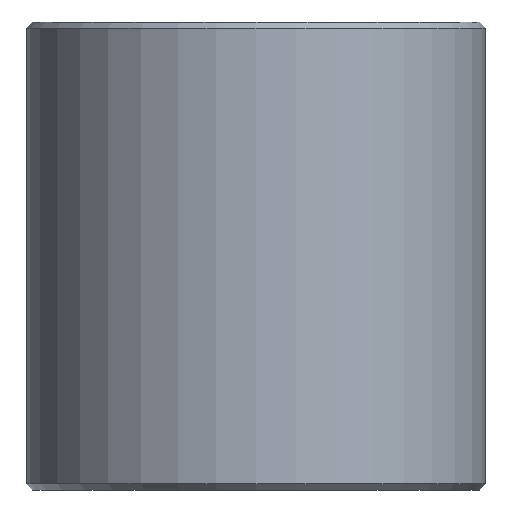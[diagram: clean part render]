
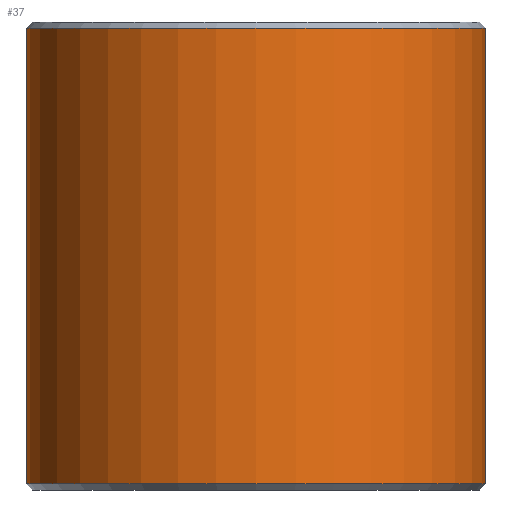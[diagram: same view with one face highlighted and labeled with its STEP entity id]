
A CAD part, front view. The second image highlights one B-rep face of the part: STEP entity #37.
In plain terms, the highlighted cylindrical face has radius 7.6 mm (diameter 15.2 mm), a full revolution.
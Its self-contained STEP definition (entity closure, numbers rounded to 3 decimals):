
#4 = CARTESIAN_POINT ( 'NONE',  ( 7.6, 0., 0.2 ) ) ;
#19 = CIRCLE ( 'NONE', #101, 7.6 ) ;
#26 = EDGE_LOOP ( 'NONE', ( #57 ) ) ;
#37 = ADVANCED_FACE ( 'NONE', ( #123, #157 ), #135, .T. ) ;
#48 = CARTESIAN_POINT ( 'NONE',  ( 0., 0., 0.2 ) ) ;
#57 = ORIENTED_EDGE ( 'NONE', *, *, #206, .T. ) ;
#61 = EDGE_LOOP ( 'NONE', ( #103 ) ) ;
#66 = CARTESIAN_POINT ( 'NONE',  ( 0., 0., 15.5 ) ) ;
#67 = VERTEX_POINT ( 'NONE', #163 ) ;
#78 = EDGE_CURVE ( 'NONE', #67, #67, #189, .T. ) ;
#101 = AXIS2_PLACEMENT_3D ( 'NONE', #48, #153, #212 ) ;
#103 = ORIENTED_EDGE ( 'NONE', *, *, #78, .T. ) ;
#109 = DIRECTION ( 'NONE',  ( 1., 0., 0. ) ) ;
#122 = CARTESIAN_POINT ( 'NONE',  ( 0., 0., 15.3 ) ) ;
#123 = FACE_OUTER_BOUND ( 'NONE', #26, .T. ) ;
#135 = CYLINDRICAL_SURFACE ( 'NONE', #166, 7.6 ) ;
#137 = DIRECTION ( 'NONE',  ( 0., 0., -1. ) ) ;
#152 = DIRECTION ( 'NONE',  ( -1., 0., 0. ) ) ;
#153 = DIRECTION ( 'NONE',  ( 0., 0., 1. ) ) ;
#157 = FACE_OUTER_BOUND ( 'NONE', #61, .T. ) ;
#158 = VERTEX_POINT ( 'NONE', #4 ) ;
#159 = AXIS2_PLACEMENT_3D ( 'NONE', #122, #137, #109 ) ;
#163 = CARTESIAN_POINT ( 'NONE',  ( 7.6, 0., 15.3 ) ) ;
#166 = AXIS2_PLACEMENT_3D ( 'NONE', #66, #205, #152 ) ;
#189 = CIRCLE ( 'NONE', #159, 7.6 ) ;
#205 = DIRECTION ( 'NONE',  ( 0., 0., -1. ) ) ;
#206 = EDGE_CURVE ( 'NONE', #158, #158, #19, .T. ) ;
#212 = DIRECTION ( 'NONE',  ( 1., 0., 0. ) ) ;
